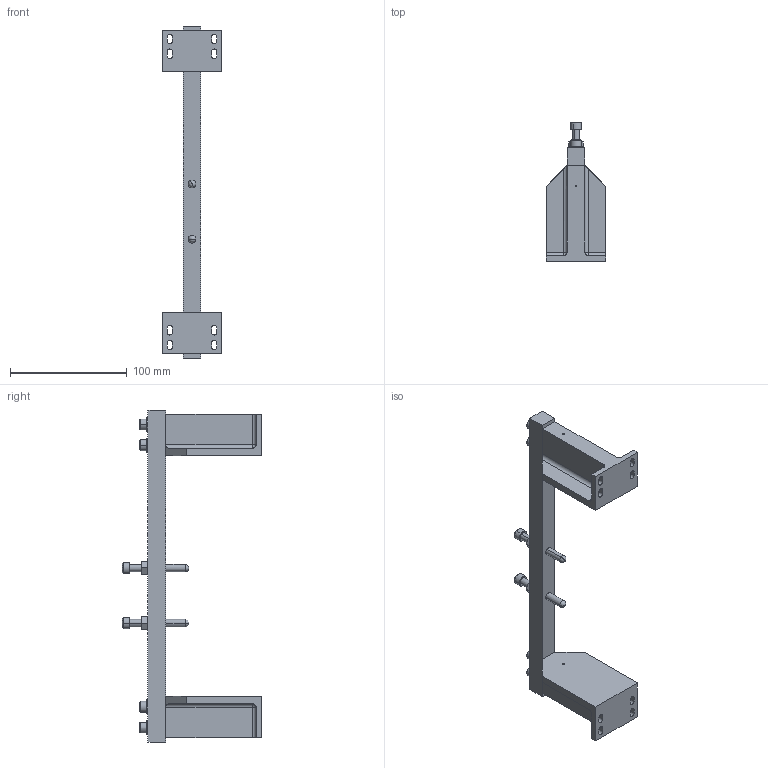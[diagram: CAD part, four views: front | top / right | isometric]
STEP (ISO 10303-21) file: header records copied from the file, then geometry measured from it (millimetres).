
FILE_DESCRIPTION (( 'STEP AP203' ), '1' );
FILE_NAME ('D070308-v3.STEP', '2012-02-28T17:24:09', ( 'Dwayne Giardina' ), ( 'Microsoft' ), 'SwSTEP 2.0', 'SolidWorks 2012', '' );
FILE_SCHEMA (( 'CONFIG_CONTROL_DESIGN' ));
Length unit declared in the file: inch
Products named in the file (9): Ag-SST_HexNut_HN .25; D070310_Advanced_LIGO_SUS_HLTS_Top_Blade_Guard_Bar; SST_Socketheadcapscrew_SHCS 0.25-20  X 1; D070308-v3; Rounded_SHCS_RSHCS 0.25-20  X 2; Vented_Flat_Washer_________ FLAT WASHERS NAS 620-C416L (1-4)  (OR EQUIV.); Helicoil_0.25-20 X 0.5 LONG; D070309_Advanced_LIGO_SUS_HLTS_Top_Blade_Guard_Riser; Helicoil_0.25-20 X 0.375 LONG
Assembly tree (21 placements, depth 2):
  D070308-v3
    D070310_Advanced_LIGO_SUS_HLTS_Top_Blade_Guard_Bar
    D070309_Advanced_LIGO_SUS_HLTS_Top_Blade_Guard_Riser  x2
    Helicoil_0.25-20 X 0.375 LONG  x4
    Vented_Flat_Washer_________ FLAT WASHERS NAS 620-C416L (1-4)  (OR EQUIV.)  x4
    SST_Socketheadcapscrew_SHCS 0.25-20  X 1  x4
    Helicoil_0.25-20 X 0.5 LONG  x2
    Rounded_SHCS_RSHCS 0.25-20  X 2  x2
    Ag-SST_HexNut_HN .25  x2
Bounding box: 50.8 x 119.58 x 284.48 mm (x, y, z)
Volume: 200775.7 mm3; surface area: 66370.8 mm2
Topology: 21 solids, 21 shells, 374 faces, 906 edges, 566 vertices
Faces by surface type: plane 172, cylinder 136, cone 54, sphere 8, torus 4
Entity records: 6506 total; most frequent: CARTESIAN_POINT 1030, DIRECTION 917, ORIENTED_EDGE 826, EDGE_CURVE 413, AXIS2_PLACEMENT_3D 342, VERTEX_POINT 263, VECTOR 233, LINE 233
